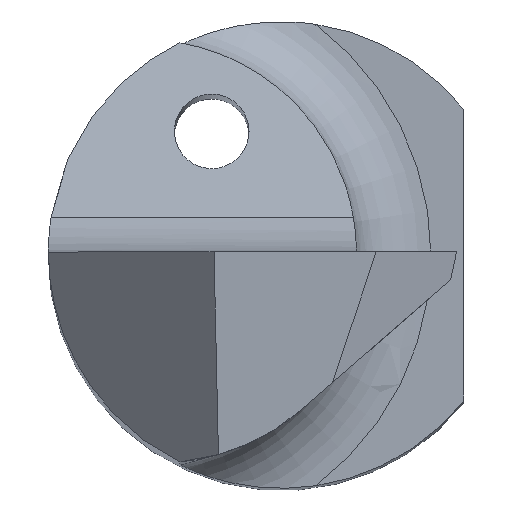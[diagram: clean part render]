
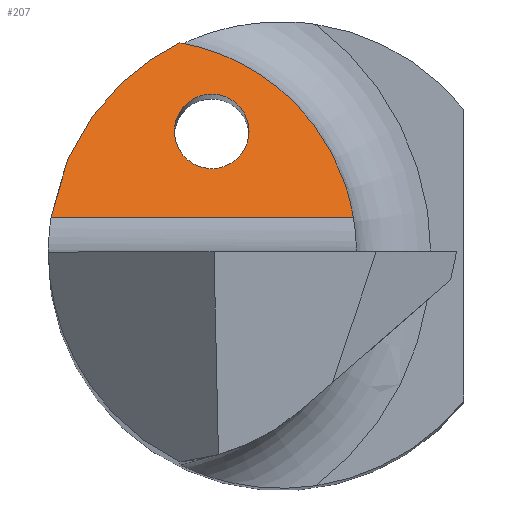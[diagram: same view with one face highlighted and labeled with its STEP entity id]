
A CAD part, top view. The second image highlights one B-rep face of the part: STEP entity #207.
In plain terms, the highlighted planar face has unit normal (0, 0.766, 0.643).
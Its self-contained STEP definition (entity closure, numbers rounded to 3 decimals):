
#7 = VERTEX_POINT ( 'NONE', #541 ) ;
#40 = VERTEX_POINT ( 'NONE', #925 ) ;
#58 = CARTESIAN_POINT ( 'NONE',  ( -0.35, 2.099, 29.18 ) ) ;
#61 = CARTESIAN_POINT ( 'NONE',  ( -1.15, 1.299, 30.133 ) ) ;
#71 =( BOUNDED_CURVE ( )  B_SPLINE_CURVE ( 3, ( #303, #718, #887, #875 ),
 .UNSPECIFIED., .F., .F. ) 
 B_SPLINE_CURVE_WITH_KNOTS ( ( 4, 4 ),
 ( 4.863, 5.832 ),
 .UNSPECIFIED. ) 
 CURVE ( )  GEOMETRIC_REPRESENTATION_ITEM ( )  RATIONAL_B_SPLINE_CURVE ( ( 1., 0.923, 0.923, 1. ) ) 
 REPRESENTATION_ITEM ( '' )  );
#77 = CARTESIAN_POINT ( 'NONE',  ( 0.769, 0.374, 31.235 ) ) ;
#91 = LINE ( 'NONE', #327, #571 ) ;
#98 = VERTEX_POINT ( 'NONE', #133 ) ;
#114 = VERTEX_POINT ( 'NONE', #77 ) ;
#123 = CARTESIAN_POINT ( 'NONE',  ( -1.15, 2.099, 29.18 ) ) ;
#133 = CARTESIAN_POINT ( 'NONE',  ( -1.09, 2.25, 29. ) ) ;
#142 = PLANE ( 'NONE',  #963 ) ;
#145 = ORIENTED_EDGE ( 'NONE', *, *, #915, .F. ) ;
#148 = DIRECTION ( 'NONE',  ( 0., 0.643, -0.766 ) ) ;
#165 = EDGE_CURVE ( 'NONE', #40, #939, #579, .T. ) ;
#207 = ADVANCED_FACE ( 'NONE', ( #712, #461 ), #142, .F. ) ;
#225 = CARTESIAN_POINT ( 'NONE',  ( -1.15, 1.299, 30.133 ) ) ;
#227 = CARTESIAN_POINT ( 'NONE',  ( -0.35, 0.499, 31.087 ) ) ;
#232 = CARTESIAN_POINT ( 'NONE',  ( -0.35, 1.299, 30.133 ) ) ;
#236 = CARTESIAN_POINT ( 'NONE',  ( -1.15, 1.299, 30.133 ) ) ;
#303 = CARTESIAN_POINT ( 'NONE',  ( -2.472, 0.374, 31.235 ) ) ;
#327 = CARTESIAN_POINT ( 'NONE',  ( -2.5, 0.374, 31.235 ) ) ;
#342 = EDGE_CURVE ( 'NONE', #98, #114, #556, .T. ) ;
#381 = CARTESIAN_POINT ( 'NONE',  ( -1.15, 0.499, 31.087 ) ) ;
#395 = CARTESIAN_POINT ( 'NONE',  ( -1.09, 2.25, 29. ) ) ;
#400 = EDGE_CURVE ( 'NONE', #7, #114, #91, .T. ) ;
#414 = CARTESIAN_POINT ( 'NONE',  ( 0.769, 0.374, 31.235 ) ) ;
#461 = FACE_OUTER_BOUND ( 'NONE', #680, .T. ) ;
#508 = DIRECTION ( 'NONE',  ( 1., 0., 0. ) ) ;
#541 = CARTESIAN_POINT ( 'NONE',  ( -2.472, 0.374, 31.235 ) ) ;
#556 =( BOUNDED_CURVE ( )  B_SPLINE_CURVE ( 3, ( #395, #905, #913, #414 ),
 .UNSPECIFIED., .F., .F. ) 
 B_SPLINE_CURVE_WITH_KNOTS ( ( 4, 4 ),
 ( 0.174, 1.406 ),
 .UNSPECIFIED. ) 
 CURVE ( )  GEOMETRIC_REPRESENTATION_ITEM ( )  RATIONAL_B_SPLINE_CURVE ( ( 1., 0.877, 0.877, 1. ) ) 
 REPRESENTATION_ITEM ( '' )  );
#571 = VECTOR ( 'NONE', #508, 1000. ) ;
#579 =( BOUNDED_CURVE ( )  B_SPLINE_CURVE ( 3, ( #886, #58, #123, #225 ),
 .UNSPECIFIED., .F., .F. ) 
 B_SPLINE_CURVE_WITH_KNOTS ( ( 4, 4 ),
 ( 4.712, 7.854 ),
 .UNSPECIFIED. ) 
 CURVE ( )  GEOMETRIC_REPRESENTATION_ITEM ( )  RATIONAL_B_SPLINE_CURVE ( ( 1., 0.333, 0.333, 1. ) ) 
 REPRESENTATION_ITEM ( '' )  );
#583 =( BOUNDED_CURVE ( )  B_SPLINE_CURVE ( 3, ( #61, #381, #227, #232 ),
 .UNSPECIFIED., .F., .T. ) 
 B_SPLINE_CURVE_WITH_KNOTS ( ( 4, 4 ),
 ( 1.571, 4.712 ),
 .UNSPECIFIED. ) 
 CURVE ( )  GEOMETRIC_REPRESENTATION_ITEM ( )  RATIONAL_B_SPLINE_CURVE ( ( 1., 0.333, 0.333, 1. ) ) 
 REPRESENTATION_ITEM ( '' )  );
#680 = EDGE_LOOP ( 'NONE', ( #771, #921, #145 ) ) ;
#694 = ORIENTED_EDGE ( 'NONE', *, *, #969, .F. ) ;
#712 = FACE_BOUND ( 'NONE', #863, .T. ) ;
#718 = CARTESIAN_POINT ( 'NONE',  ( -2.346, 1.206, 30.244 ) ) ;
#771 = ORIENTED_EDGE ( 'NONE', *, *, #400, .T. ) ;
#863 = EDGE_LOOP ( 'NONE', ( #694, #867 ) ) ;
#867 = ORIENTED_EDGE ( 'NONE', *, *, #165, .F. ) ;
#875 = CARTESIAN_POINT ( 'NONE',  ( -1.09, 2.25, 29. ) ) ;
#880 = CARTESIAN_POINT ( 'NONE',  ( -2.5, 2.25, 29. ) ) ;
#886 = CARTESIAN_POINT ( 'NONE',  ( -0.35, 1.299, 30.133 ) ) ;
#887 = CARTESIAN_POINT ( 'NONE',  ( -1.847, 1.883, 29.437 ) ) ;
#905 = CARTESIAN_POINT ( 'NONE',  ( -0.102, 2.077, 29.207 ) ) ;
#913 = CARTESIAN_POINT ( 'NONE',  ( 0.605, 1.364, 30.056 ) ) ;
#915 = EDGE_CURVE ( 'NONE', #7, #98, #71, .T. ) ;
#921 = ORIENTED_EDGE ( 'NONE', *, *, #342, .F. ) ;
#925 = CARTESIAN_POINT ( 'NONE',  ( -0.35, 1.299, 30.133 ) ) ;
#939 = VERTEX_POINT ( 'NONE', #236 ) ;
#947 = DIRECTION ( 'NONE',  ( 0., -0.766, -0.643 ) ) ;
#963 = AXIS2_PLACEMENT_3D ( 'NONE', #880, #947, #148 ) ;
#969 = EDGE_CURVE ( 'NONE', #939, #40, #583, .T. ) ;
